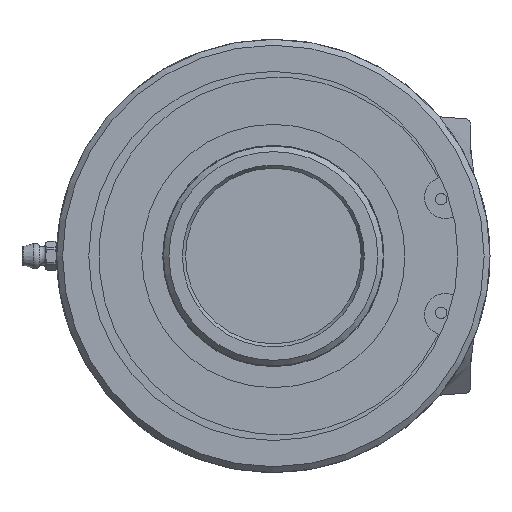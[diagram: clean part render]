
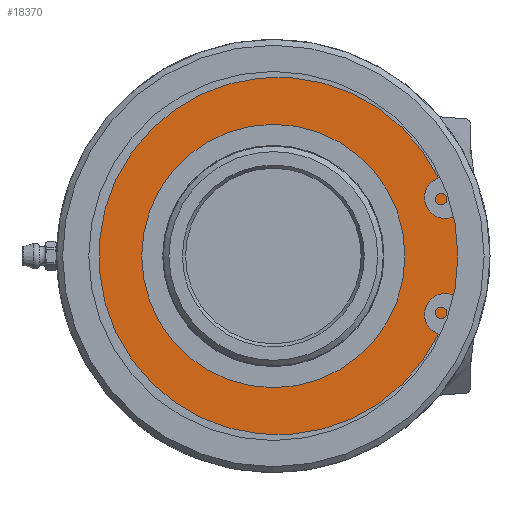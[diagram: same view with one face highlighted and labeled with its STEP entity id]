
A CAD part, left-side view. The second image highlights one B-rep face of the part: STEP entity #18370.
In plain terms, the highlighted planar face has unit normal (-1, 0, 0).
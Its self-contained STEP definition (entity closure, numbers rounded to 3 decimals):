
#944=PLANE('',#19263);
#1078=FACE_BOUND('',#3577,.T.);
#1455=CIRCLE('',#19262,32.5);
#1456=CIRCLE('',#19264,53.8);
#2463=FACE_OUTER_BOUND('',#3576,.T.);
#3576=EDGE_LOOP('',(#16336));
#3577=EDGE_LOOP('',(#16337));
#8611=VERTEX_POINT('',#52583);
#8612=VERTEX_POINT('',#52587);
#11228=EDGE_CURVE('',#8611,#8611,#1455,.T.);
#11229=EDGE_CURVE('',#8612,#8612,#1456,.T.);
#16336=ORIENTED_EDGE('',*,*,#11229,.T.);
#16337=ORIENTED_EDGE('',*,*,#11228,.T.);
#18370=ADVANCED_FACE('',(#2463,#1078),#944,.F.);
#19262=AXIS2_PLACEMENT_3D('',#52585,#21914,#21915);
#19263=AXIS2_PLACEMENT_3D('',#52586,#21916,#21917);
#19264=AXIS2_PLACEMENT_3D('',#52588,#21918,#21919);
#21914=DIRECTION('center_axis',(1.,0.,0.));
#21915=DIRECTION('ref_axis',(0.,1.,0.));
#21916=DIRECTION('center_axis',(1.,0.,0.));
#21917=DIRECTION('ref_axis',(0.,0.,-1.));
#21918=DIRECTION('center_axis',(-1.,0.,0.));
#21919=DIRECTION('ref_axis',(0.,1.,0.));
#52583=CARTESIAN_POINT('',(10.375,-32.5,0.));
#52585=CARTESIAN_POINT('Origin',(10.375,0.,0.));
#52586=CARTESIAN_POINT('Origin',(10.375,26.9,0.));
#52587=CARTESIAN_POINT('',(10.375,-53.8,0.));
#52588=CARTESIAN_POINT('Origin',(10.375,0.,0.));
